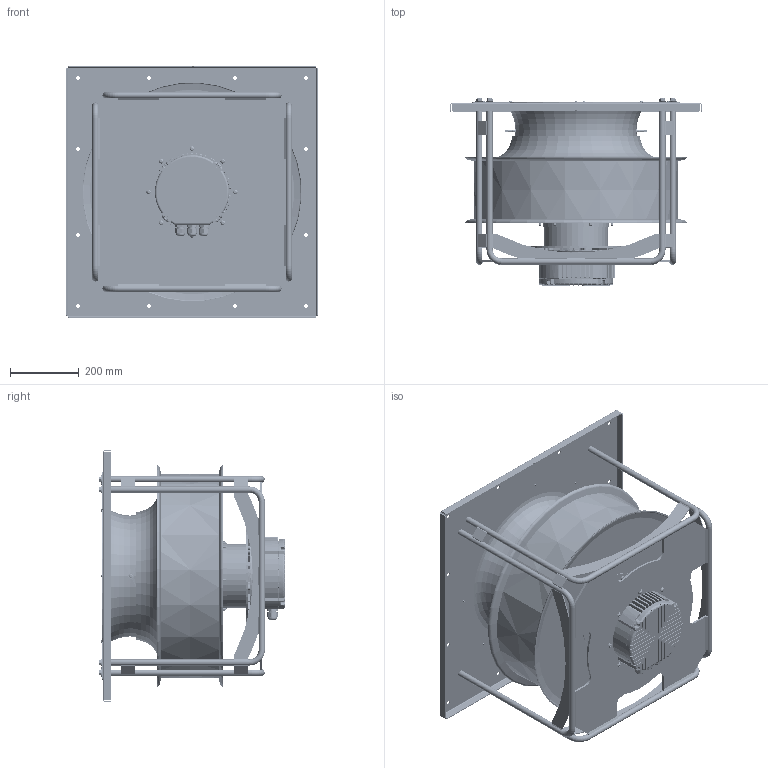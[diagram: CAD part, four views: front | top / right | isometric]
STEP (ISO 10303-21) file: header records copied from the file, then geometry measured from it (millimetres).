
FILE_DESCRIPTION((''),'2;1');
FILE_NAME('1195812_ASM','2023-12-21T14:18:12',('mkulawiak'),(''),'CREO PARAMETRIC BY PTC INC, 2022484','CREO PARAMETRIC BY PTC INC, 2022484','');
FILE_SCHEMA(('CONFIG_CONTROL_DESIGN'));
Length unit declared in the file: millimetre
Products named in the file (42): 1195811; 1172596; 1172597; 1196435_ASM; 1171819; 1173619; 1173620; 1195167; 1111787; 1195813_ASM; 1171831; 1195169; 1195817; 1193922; FILLET_WELD_ID_1315; 1194432; 1210520; FILLET_WELD_ID_7614; FILLET_WELD_ID_7734; FILLET_WELD_ID_7854; FILLET_WELD_ID_7875; FILLET_WELD_ID_7900; FILLET_WELD_ID_7921; FILLET_WELD_ID_7946; FILLET_WELD_ID_7967; FILLET_WELD_ID_8614; FILLET_WELD_ID_8847; FILLET_WELD_ID_8892; FILLET_WELD_ID_8937; 1212021; FILLET_WELD_ID_9751; FILLET_WELD_ID_9551; FILLET_WELD_ID_10177; FILLET_WELD_ID_10278; FILLET_WELD_ID_10323; FILLET_WELD_ID_10424; FILLET_WELD_ID_10469; FILLET_WELD_ID_10570; 1210828_ASM; 1210435 ...
Assembly tree (94 placements, depth 4):
  1195812_ASM
    1195813_ASM
      1195811
      1196435_ASM
        1172596
        1172597
      1171819
      1173619  x2
      1173620  x2
      1195167  x6
      1111787  x2
    1171831
    1195169  x8
    1210828_ASM
      1195817  x4
      1193922
      FILLET_WELD_ID_1315
      1194432  x8
      1210520  x8
      FILLET_WELD_ID_7614
      FILLET_WELD_ID_7734
      FILLET_WELD_ID_7854
      FILLET_WELD_ID_7875
      FILLET_WELD_ID_7900
      FILLET_WELD_ID_7921
      FILLET_WELD_ID_7946
      FILLET_WELD_ID_7967
      FILLET_WELD_ID_8614
      FILLET_WELD_ID_8847
      FILLET_WELD_ID_8892
      FILLET_WELD_ID_8937
      1212021  x4
      FILLET_WELD_ID_9751
      FILLET_WELD_ID_9551
      FILLET_WELD_ID_10177
      FILLET_WELD_ID_10278
      FILLET_WELD_ID_10323
      FILLET_WELD_ID_10424
      FILLET_WELD_ID_10469
      FILLET_WELD_ID_10570
    1195167  x8
    1210435  x4
    1210529  x8
Bounding box: 730 x 542.5 x 730 mm (x, y, z)
Volume: 60293424.9 mm3; surface area: 5094923.2 mm2
Topology: 131 solids, 162 shells, 6338 faces, 16703 edges, 10704 vertices
Faces by surface type: plane 3088, cylinder 2457, cone 360, torus 305, bspline 102, sphere 26
Entity records: 114595 total; most frequent: CARTESIAN_POINT 27165, DIRECTION 19003, ORIENTED_EDGE 17805, EDGE_CURVE 8930, AXIS2_PLACEMENT_3D 7218, VERTEX_POINT 5762, VECTOR 4567, LINE 4567
